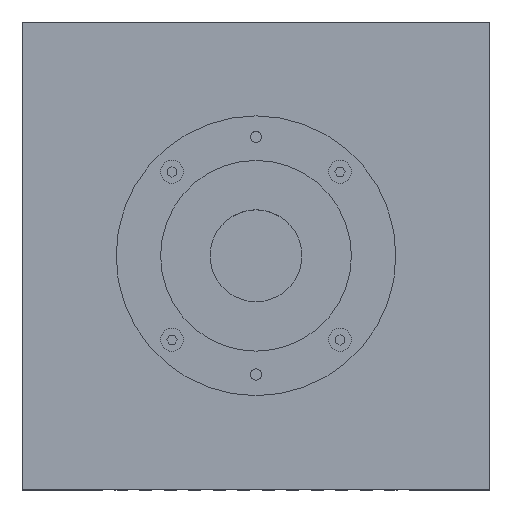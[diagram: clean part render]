
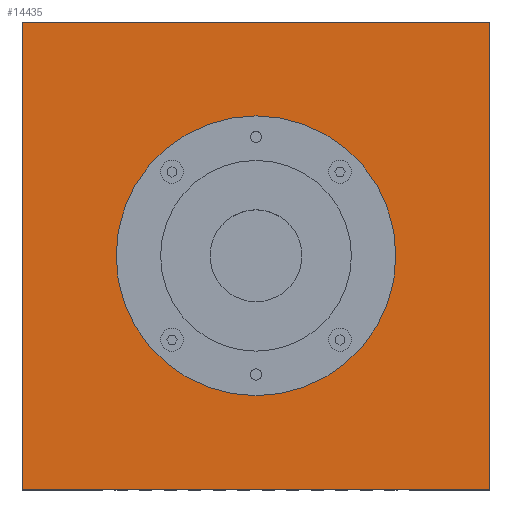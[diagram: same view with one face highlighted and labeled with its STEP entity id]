
A CAD part, top view. The second image highlights one B-rep face of the part: STEP entity #14435.
In plain terms, the highlighted planar face has unit normal (0, 0, 1).
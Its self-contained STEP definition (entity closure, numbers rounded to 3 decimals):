
#187 = CARTESIAN_POINT ( 'NONE',  ( 36.5, 0., 0. ) ) ;
#356 = DIRECTION ( 'NONE',  ( 0., -1., 0. ) ) ;
#1706 = DIRECTION ( 'NONE',  ( -1., 0., 0. ) ) ;
#2655 = AXIS2_PLACEMENT_3D ( 'NONE', #15016, #28616, #1706 ) ;
#3067 = VERTEX_POINT ( 'NONE', #4584 ) ;
#3295 = CARTESIAN_POINT ( 'NONE',  ( -61., 61., 0. ) ) ;
#3657 = CARTESIAN_POINT ( 'NONE',  ( -61., -61., 0. ) ) ;
#4073 = EDGE_CURVE ( 'NONE', #13522, #26002, #6677, .T. ) ;
#4584 = CARTESIAN_POINT ( 'NONE',  ( 61., -61., 0. ) ) ;
#4749 = CARTESIAN_POINT ( 'NONE',  ( 61., 61., 0. ) ) ;
#5254 = DIRECTION ( 'NONE',  ( 0., 0., -1. ) ) ;
#5291 = DIRECTION ( 'NONE',  ( -1., 0., 0. ) ) ;
#5528 = EDGE_CURVE ( 'NONE', #6944, #3067, #24782, .T. ) ;
#5651 = DIRECTION ( 'NONE',  ( 1., 0., 0. ) ) ;
#6677 = CIRCLE ( 'NONE', #17410, 36.5 ) ;
#6944 = VERTEX_POINT ( 'NONE', #24327 ) ;
#7444 = CARTESIAN_POINT ( 'NONE',  ( 0., 0., 0. ) ) ;
#7851 = EDGE_CURVE ( 'NONE', #14079, #16528, #27023, .T. ) ;
#8160 = EDGE_CURVE ( 'NONE', #26002, #13522, #26005, .T. ) ;
#8917 = VECTOR ( 'NONE', #5291, 1000. ) ;
#9626 = CARTESIAN_POINT ( 'NONE',  ( 0., 0., 0. ) ) ;
#11577 = ORIENTED_EDGE ( 'NONE', *, *, #7851, .F. ) ;
#13223 = AXIS2_PLACEMENT_3D ( 'NONE', #9626, #27908, #16649 ) ;
#13522 = VERTEX_POINT ( 'NONE', #187 ) ;
#13722 = DIRECTION ( 'NONE',  ( -1., 0., 0. ) ) ;
#13911 = VECTOR ( 'NONE', #15907, 1000. ) ;
#14002 = CARTESIAN_POINT ( 'NONE',  ( -61., -61., 0. ) ) ;
#14079 = VERTEX_POINT ( 'NONE', #3657 ) ;
#14435 = ADVANCED_FACE ( 'NONE', ( #27614, #23365 ), #18985, .T. ) ;
#15016 = CARTESIAN_POINT ( 'NONE',  ( 0., 0., 0. ) ) ;
#15907 = DIRECTION ( 'NONE',  ( 0., 1., 0. ) ) ;
#16528 = VERTEX_POINT ( 'NONE', #3295 ) ;
#16649 = DIRECTION ( 'NONE',  ( 1., 0., 0. ) ) ;
#16829 = LINE ( 'NONE', #23269, #8917 ) ;
#17410 = AXIS2_PLACEMENT_3D ( 'NONE', #7444, #5254, #13722 ) ;
#17531 = EDGE_LOOP ( 'NONE', ( #28819, #26655 ) ) ;
#18413 = VECTOR ( 'NONE', #356, 1000. ) ;
#18516 = EDGE_CURVE ( 'NONE', #3067, #14079, #16829, .T. ) ;
#18720 = ORIENTED_EDGE ( 'NONE', *, *, #25121, .F. ) ;
#18896 = ORIENTED_EDGE ( 'NONE', *, *, #18516, .F. ) ;
#18985 = PLANE ( 'NONE',  #13223 ) ;
#21295 = LINE ( 'NONE', #23195, #24966 ) ;
#22484 = ORIENTED_EDGE ( 'NONE', *, *, #5528, .F. ) ;
#22802 = EDGE_LOOP ( 'NONE', ( #18896, #22484, #18720, #11577 ) ) ;
#23195 = CARTESIAN_POINT ( 'NONE',  ( -61., 61., 0. ) ) ;
#23269 = CARTESIAN_POINT ( 'NONE',  ( 61., -61., 0. ) ) ;
#23365 = FACE_OUTER_BOUND ( 'NONE', #22802, .T. ) ;
#24327 = CARTESIAN_POINT ( 'NONE',  ( 61., 61., 0. ) ) ;
#24782 = LINE ( 'NONE', #4749, #18413 ) ;
#24966 = VECTOR ( 'NONE', #5651, 1000. ) ;
#25121 = EDGE_CURVE ( 'NONE', #16528, #6944, #21295, .T. ) ;
#26002 = VERTEX_POINT ( 'NONE', #27368 ) ;
#26005 = CIRCLE ( 'NONE', #2655, 36.5 ) ;
#26655 = ORIENTED_EDGE ( 'NONE', *, *, #4073, .T. ) ;
#27023 = LINE ( 'NONE', #14002, #13911 ) ;
#27368 = CARTESIAN_POINT ( 'NONE',  ( -36.5, 0., 0. ) ) ;
#27614 = FACE_BOUND ( 'NONE', #17531, .T. ) ;
#27908 = DIRECTION ( 'NONE',  ( 0., 0., 1. ) ) ;
#28616 = DIRECTION ( 'NONE',  ( 0., 0., -1. ) ) ;
#28819 = ORIENTED_EDGE ( 'NONE', *, *, #8160, .T. ) ;
